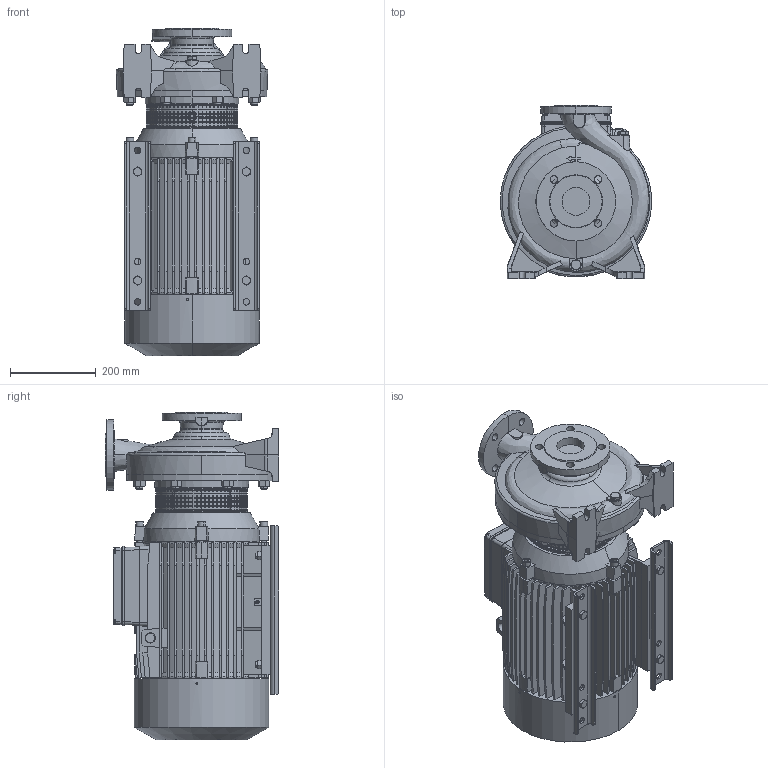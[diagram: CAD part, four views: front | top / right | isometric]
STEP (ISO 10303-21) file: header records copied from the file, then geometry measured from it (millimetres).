
FILE_DESCRIPTION (( 'STEP AP214' ), '1' );
FILE_NAME ('4_93_492_67_REV00.step', '2022-08-08T15:31:52', ( '' ), ( '' ), 'SwSTEP 2.0', 'SolidWorks 2020', '' );
FILE_SCHEMA (( 'AUTOMOTIVE_DESIGN' ));
Length unit declared in the file: millimetre
Products named in the file (17): Copia di M12x40_UNI_5739_ingombri3D^4_93_492_67_REV00; Copia di 160^4_93_492_67_REV00; 4_93_492_67_REV00; Copia di NM_88_REV01_60x20x394_DX-SX^4_93_492_67_REV00; Copia di 4_66_628_REV00_semplificato^4_93_492_67_REV00; Copia di 3_67_082^Copia di 160_4_93_492_67_REV00; Copia di M12_UNI_5588^4_93_492_67_REV00; Copia di 2_67_031^Copia di 160_4_93_492_67_REV00; Copia di 0_67_001_040811_semplificato^Copia di 160_4_93_492_67_REV00; Copia di 2_67_032_semplificato^Copia di 160_4_93_492_67_REV00; Copia di 1_66_286_REV00_semplificato^4_93_492_67_REV00; Copia di Pressacavo M40x1.5_ingombro3D^Copia di 160_4_93_492_67_REV00; Copia di 0_66_001_semplificato^4_93_492_67_REV00; Copia di Vite_TCB_M5x2000^Copia di 160_4_93_492_67_REV00; Copia di M16x2_ingombro^4_93_492_67_REV00; Copia di M12x70_UNI_5931^4_93_492_67_REV00; Copia di Tappo G 3_8^4_93_492_67_REV00
Assembly tree (38 placements, depth 3):
  4_93_492_67_REV00
    Copia di 0_66_001_semplificato^4_93_492_67_REV00
    Copia di 1_66_286_REV00_semplificato^4_93_492_67_REV00
    Copia di 160^4_93_492_67_REV00
      Copia di 0_67_001_040811_semplificato^Copia di 160_4_93_492_67_REV00
      Copia di 2_67_031^Copia di 160_4_93_492_67_REV00
      Copia di 3_67_082^Copia di 160_4_93_492_67_REV00
      Copia di 2_67_032_semplificato^Copia di 160_4_93_492_67_REV00
      Copia di Vite_TCB_M5x2000^Copia di 160_4_93_492_67_REV00  x4
      Copia di Pressacavo M40x1.5_ingombro3D^Copia di 160_4_93_492_67_REV00  x2
    Copia di NM_88_REV01_60x20x394_DX-SX^4_93_492_67_REV00  x2
    Copia di Tappo G 3_8^4_93_492_67_REV00  x2
    Copia di M16x2_ingombro^4_93_492_67_REV00  x8
    Copia di 4_66_628_REV00_semplificato^4_93_492_67_REV00
    Copia di M12x70_UNI_5931^4_93_492_67_REV00  x4
    Copia di M12x40_UNI_5739_ingombri3D^4_93_492_67_REV00  x4
    Copia di M12_UNI_5588^4_93_492_67_REV00  x4
Bounding box: 353.13 x 405 x 765 mm (x, y, z)
Volume: 50105156 mm3; surface area: 2793349.5 mm2
Topology: 39 solids, 39 shells, 4845 faces, 13538 edges, 8887 vertices
Faces by surface type: plane 2777, bspline 1137, cylinder 520, cone 387, torus 16, sphere 8
Entity records: 158010 total; most frequent: CARTESIAN_POINT 48253, ORIENTED_EDGE 24492, DIRECTION 19372, EDGE_CURVE 12246, VERTEX_POINT 8102, LINE 8008, VECTOR 8008, AXIS2_PLACEMENT_3D 5682
